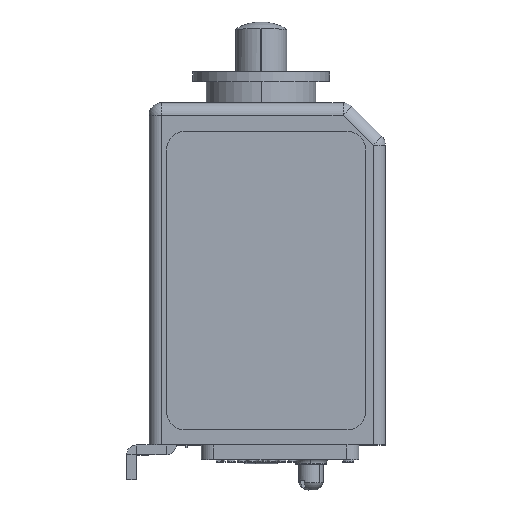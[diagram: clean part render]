
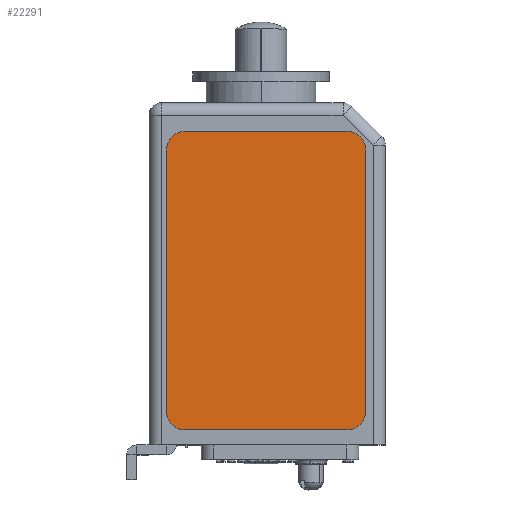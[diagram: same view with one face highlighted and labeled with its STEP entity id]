
A CAD part, top view. The second image highlights one B-rep face of the part: STEP entity #22291.
In plain terms, the highlighted planar face has unit normal (0, 0, 1).
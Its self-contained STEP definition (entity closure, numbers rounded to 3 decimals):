
#8104=CARTESIAN_POINT('',(6.9,24.9,5.6));
#8105=DIRECTION('',(0.,0.,1.));
#8106=DIRECTION('',(1.,0.,0.));
#8107=AXIS2_PLACEMENT_3D('',#8104,#8105,#8106);
#8112=DIRECTION('',(0.,1.,0.));
#8113=VECTOR('',#8112,21.);
#8114=CARTESIAN_POINT('',(8.4,3.9,5.6));
#8115=LINE('',#8114,#8113);
#8119=CARTESIAN_POINT('',(6.9,3.9,5.6));
#8120=DIRECTION('',(0.,0.,1.));
#8121=DIRECTION('',(0.,-1.,0.));
#8122=AXIS2_PLACEMENT_3D('',#8119,#8120,#8121);
#8127=DIRECTION('',(1.,0.,0.));
#8128=VECTOR('',#8127,13.);
#8129=CARTESIAN_POINT('',(-6.1,2.4,5.6));
#8130=LINE('',#8129,#8128);
#8134=CARTESIAN_POINT('',(-6.1,3.9,5.6));
#8135=DIRECTION('',(0.,0.,1.));
#8136=DIRECTION('',(-1.,0.,0.));
#8137=AXIS2_PLACEMENT_3D('',#8134,#8135,#8136);
#8142=DIRECTION('',(0.,-1.,0.));
#8143=VECTOR('',#8142,21.);
#8144=CARTESIAN_POINT('',(-7.6,24.9,5.6));
#8145=LINE('',#8144,#8143);
#8149=CARTESIAN_POINT('',(-6.1,24.9,5.6));
#8150=DIRECTION('',(0.,0.,1.));
#8151=DIRECTION('',(0.,1.,0.));
#8152=AXIS2_PLACEMENT_3D('',#8149,#8150,#8151);
#8157=DIRECTION('',(-1.,0.,0.));
#8158=VECTOR('',#8157,13.);
#8159=CARTESIAN_POINT('',(6.9,26.4,5.6));
#8160=LINE('',#8159,#8158);
#14439=CARTESIAN_POINT('',(8.4,24.9,5.6));
#14440=CARTESIAN_POINT('',(6.9,26.4,5.6));
#14441=VERTEX_POINT('',#14439);
#14442=VERTEX_POINT('',#14440);
#14443=CARTESIAN_POINT('',(-6.1,26.4,5.6));
#14444=CARTESIAN_POINT('',(-7.6,24.9,5.6));
#14445=VERTEX_POINT('',#14443);
#14446=VERTEX_POINT('',#14444);
#14447=CARTESIAN_POINT('',(6.9,2.4,5.6));
#14448=CARTESIAN_POINT('',(8.4,3.9,5.6));
#14449=VERTEX_POINT('',#14447);
#14450=VERTEX_POINT('',#14448);
#14451=CARTESIAN_POINT('',(-7.6,3.9,5.6));
#14452=CARTESIAN_POINT('',(-6.1,2.4,5.6));
#14453=VERTEX_POINT('',#14451);
#14454=VERTEX_POINT('',#14452);
#22276=CARTESIAN_POINT('',(0.4,2.4,5.6));
#22277=DIRECTION('',(0.,0.,1.));
#22278=DIRECTION('',(1.,0.,0.));
#22279=AXIS2_PLACEMENT_3D('',#22276,#22277,#22278);
#22280=PLANE('',#22279);
#22281=ORIENTED_EDGE('',*,*,#22243,.F.);
#22282=ORIENTED_EDGE('',*,*,#22257,.F.);
#22283=ORIENTED_EDGE('',*,*,#22270,.F.);
#22284=ORIENTED_EDGE('',*,*,#22172,.F.);
#22285=ORIENTED_EDGE('',*,*,#22187,.F.);
#22286=ORIENTED_EDGE('',*,*,#22201,.F.);
#22287=ORIENTED_EDGE('',*,*,#22215,.F.);
#22288=ORIENTED_EDGE('',*,*,#22229,.F.);
#22289=EDGE_LOOP('',(#22281,#22282,#22283,#22284,#22285,#22286,#22287,#22288));
#22290=FACE_OUTER_BOUND('',#22289,.F.);
#8108=CIRCLE('',#8107,1.5);
#8123=CIRCLE('',#8122,1.5);
#8138=CIRCLE('',#8137,1.5);
#8153=CIRCLE('',#8152,1.5);
#22172=EDGE_CURVE('',#14454,#14449,#8130,.T.);
#22187=EDGE_CURVE('',#14453,#14454,#8138,.T.);
#22201=EDGE_CURVE('',#14446,#14453,#8145,.T.);
#22215=EDGE_CURVE('',#14445,#14446,#8153,.T.);
#22229=EDGE_CURVE('',#14442,#14445,#8160,.T.);
#22243=EDGE_CURVE('',#14441,#14442,#8108,.T.);
#22257=EDGE_CURVE('',#14450,#14441,#8115,.T.);
#22270=EDGE_CURVE('',#14449,#14450,#8123,.T.);
#22291=ADVANCED_FACE('',(#22290),#22280,.T.);
